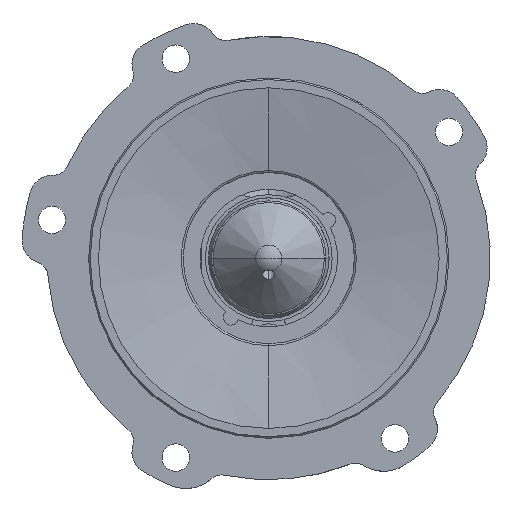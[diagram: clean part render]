
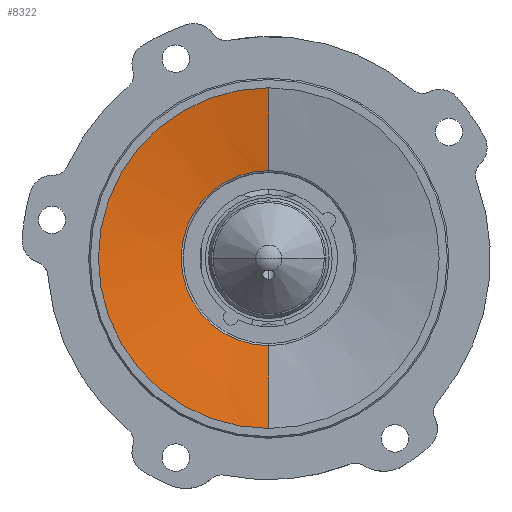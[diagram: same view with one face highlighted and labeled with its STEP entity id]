
A CAD part, front view. The second image highlights one B-rep face of the part: STEP entity #8322.
In plain terms, the highlighted conical face has half-angle 79.5 degrees and reference radius 57.308 mm.
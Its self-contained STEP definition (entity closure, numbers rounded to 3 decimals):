
#996 = CARTESIAN_POINT ( 'NONE',  ( 0., 13.744, 57.308 ) ) ;
#6194 = EDGE_LOOP ( 'NONE', ( #50802, #51113, #50965, #51395 ) ) ;
#8322 = ADVANCED_FACE ( 'NONE', ( #43552 ), #43615, .F. ) ;
#14434 = EDGE_CURVE ( 'NONE', #35403, #35445, #24622, .T. ) ;
#14615 = EDGE_CURVE ( 'NONE', #34897, #35403, #16166, .T. ) ;
#14633 = EDGE_CURVE ( 'NONE', #34897, #35413, #16157, .T. ) ;
#14726 = EDGE_CURVE ( 'NONE', #35413, #35445, #16106, .T. ) ;
#16106 = LINE ( 'NONE', #32037, #16109 ) ;
#16109 = VECTOR ( 'NONE', #32282, 1000. ) ;
#16157 = CIRCLE ( 'NONE', #46892, 57.308 ) ;
#16165 = VECTOR ( 'NONE', #45936, 1000. ) ;
#16166 = LINE ( 'NONE', #45998, #16165 ) ;
#16445 = AXIS2_PLACEMENT_3D ( 'NONE', #37876, #38347, #38614 ) ;
#24622 = CIRCLE ( 'NONE', #46829, 111.5 ) ;
#27465 = CARTESIAN_POINT ( 'NONE',  ( 0., 3.7, 111.5 ) ) ;
#27550 = CARTESIAN_POINT ( 'NONE',  ( 0., 13.744, -57.308 ) ) ;
#27607 = CARTESIAN_POINT ( 'NONE',  ( 0., 3.7, -111.5 ) ) ;
#32037 = CARTESIAN_POINT ( 'NONE',  ( 0., 13.744, -57.308 ) ) ;
#32282 = DIRECTION ( 'NONE',  ( 0., -0.182, -0.983 ) ) ;
#34897 = VERTEX_POINT ( 'NONE', #996 ) ;
#35403 = VERTEX_POINT ( 'NONE', #27465 ) ;
#35413 = VERTEX_POINT ( 'NONE', #27550 ) ;
#35445 = VERTEX_POINT ( 'NONE', #27607 ) ;
#37876 = CARTESIAN_POINT ( 'NONE',  ( 0., 13.744, 0. ) ) ;
#38347 = DIRECTION ( 'NONE',  ( 0., -1., 0. ) ) ;
#38614 = DIRECTION ( 'NONE',  ( 0., 0., -1. ) ) ;
#40984 = DIRECTION ( 'NONE',  ( 0., 0., -1. ) ) ;
#42123 = DIRECTION ( 'NONE',  ( 0., -1., 0. ) ) ;
#43552 = FACE_OUTER_BOUND ( 'NONE', #6194, .T. ) ;
#43615 = CONICAL_SURFACE ( 'NONE', #16445, 57.308, 1.388 ) ;
#45936 = DIRECTION ( 'NONE',  ( 0., -0.182, 0.983 ) ) ;
#45998 = CARTESIAN_POINT ( 'NONE',  ( 0., 13.744, 57.308 ) ) ;
#46022 = CARTESIAN_POINT ( 'NONE',  ( 0., 13.744, 0. ) ) ;
#46048 = DIRECTION ( 'NONE',  ( 0., -1., 0. ) ) ;
#46055 = DIRECTION ( 'NONE',  ( 0., 0., -1. ) ) ;
#46061 = CARTESIAN_POINT ( 'NONE',  ( 0., 3.7, 0. ) ) ;
#46829 = AXIS2_PLACEMENT_3D ( 'NONE', #46061, #46048, #46055 ) ;
#46892 = AXIS2_PLACEMENT_3D ( 'NONE', #46022, #42123, #40984 ) ;
#50802 = ORIENTED_EDGE ( 'NONE', *, *, #14633, .F. ) ;
#50965 = ORIENTED_EDGE ( 'NONE', *, *, #14434, .T. ) ;
#51113 = ORIENTED_EDGE ( 'NONE', *, *, #14615, .T. ) ;
#51395 = ORIENTED_EDGE ( 'NONE', *, *, #14726, .F. ) ;
